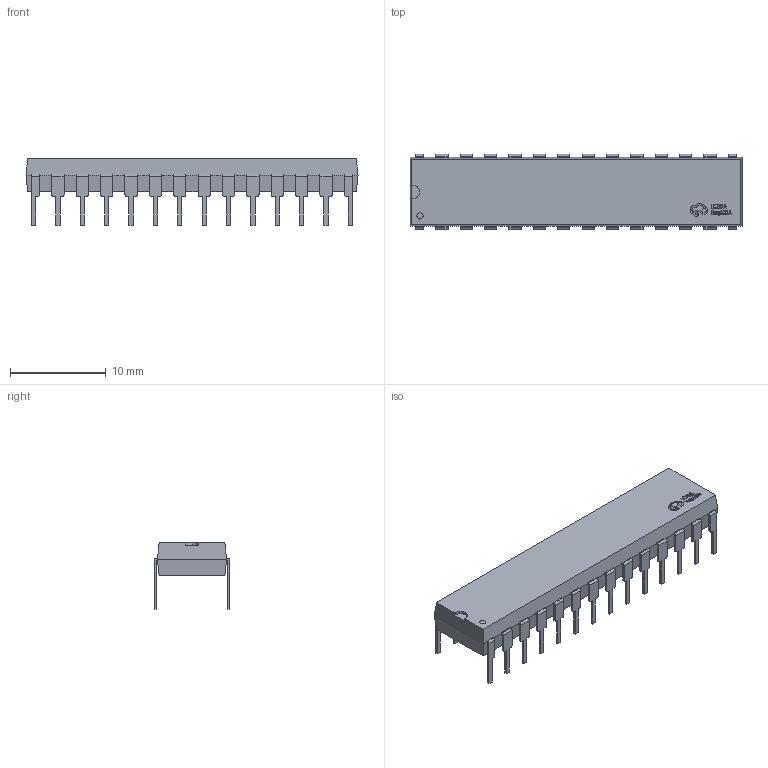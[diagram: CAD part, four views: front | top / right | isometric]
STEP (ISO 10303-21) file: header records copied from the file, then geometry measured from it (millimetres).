
FILE_DESCRIPTION (( 'STEP AP214' ), '1' );
FILE_NAME ('DIP-28_L35.0-W6.5-P2.54-LS7.6-BL.step', '2022-06-21T14:05:07', ( '' ), ( '' ), 'SwSTEP 2.0', 'SolidWorks 2020', '' );
FILE_SCHEMA (( 'AUTOMOTIVE_DESIGN' ));
Length unit declared in the file: millimetre
Products named in the file (1): DIP-28_L35.0-W6.5-P2.54-LS7.6-BL
Bounding box: 34.6 x 7.82 x 6.93 mm (x, y, z)
Volume: 849.9 mm3; surface area: 1064.2 mm2
Topology: 29 solids, 29 shells, 709 faces, 1868 edges, 1244 vertices
Faces by surface type: plane 513, bspline 112, cylinder 84
Entity records: 30975 total; most frequent: CARTESIAN_POINT 5926, ORIENTED_EDGE 3736, DIRECTION 3004, EDGE_CURVE 1868, LINE 1472, VECTOR 1472, VERTEX_POINT 1244, AXIS2_PLACEMENT_3D 766
